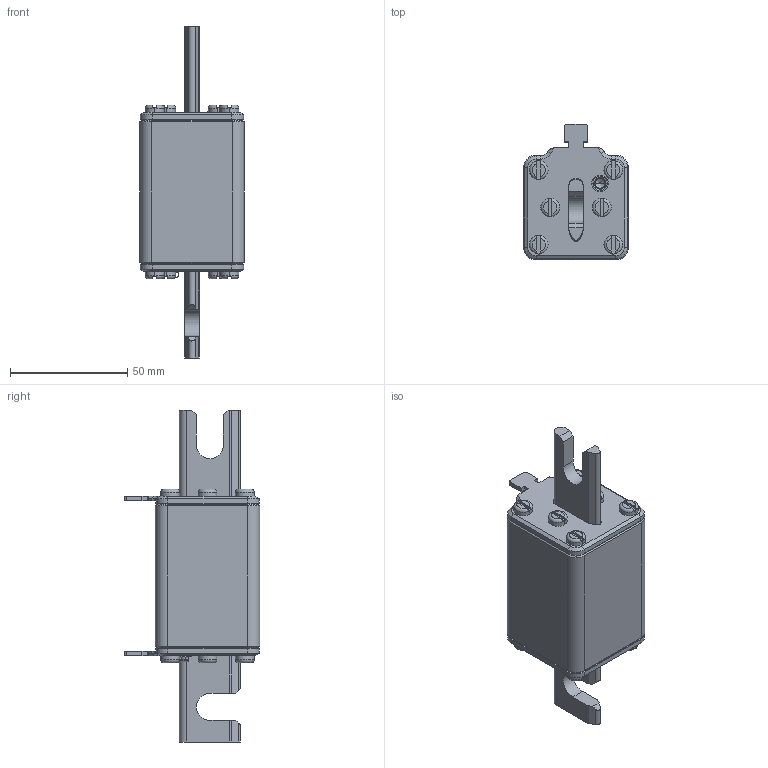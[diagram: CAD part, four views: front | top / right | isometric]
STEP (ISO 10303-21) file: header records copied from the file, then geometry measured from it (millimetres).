
FILE_DESCRIPTION((''),'2;1');
FILE_NAME('004333117_NHS1_110_UQ_ASM-2_ASM','2025-03-19T13:51:23',('klemen.sitar'),('Audax d.o.o.'),'CREO PARAMETRIC BY PTC INC, 2021304','CREO PARAMETRIC BY PTC INC, 2021304','');
FILE_SCHEMA(('AP242_MANAGED_MODEL_BASED_3D_ENGINEERING_MIM_LF { 1 0 10303 442 1 1 4 }'));
Length unit declared in the file: millimetre
Products named in the file (13): 0000051245_6; 0000033189_1; 0000033173_1; 0000033185_2; 0000033194_1; 0000033196_ASM_1_ASM; 0000032608_1; 0000033192_1; 0000033198_ASM_1_ASM; 0000002790_5; 0000011586_1; 0000011580_1; 004333117_NHS1_110_UQ_ASM-2_ASM
Assembly tree (26 placements, depth 3):
  004333117_NHS1_110_UQ_ASM-2_ASM
    0000051245_6
    0000033189_1  x2
    0000033173_1  x2
    0000033196_ASM_1_ASM
      0000033185_2
      0000033194_1
    0000032608_1  x12
    0000033198_ASM_1_ASM
      0000033185_2
      0000033192_1
    0000002790_5
    0000011586_1
    0000011580_1
Bounding box: 44.5 x 57.75 x 141.6 mm (x, y, z)
Volume: 88126.8 mm3; surface area: 46963.9 mm2
Topology: 24 solids, 28 shells, 712 faces, 1751 edges, 1104 vertices
Faces by surface type: plane 323, cylinder 234, cone 88, torus 64, bspline 3
Entity records: 15376 total; most frequent: CARTESIAN_POINT 2298, DIRECTION 2064, ORIENTED_EDGE 1856, PRESENTATION_STYLE_ASSIGNMENT 947, STYLED_ITEM 944, CURVE_STYLE 932, EDGE_CURVE 932, AXIS2_PLACEMENT_3D 745
